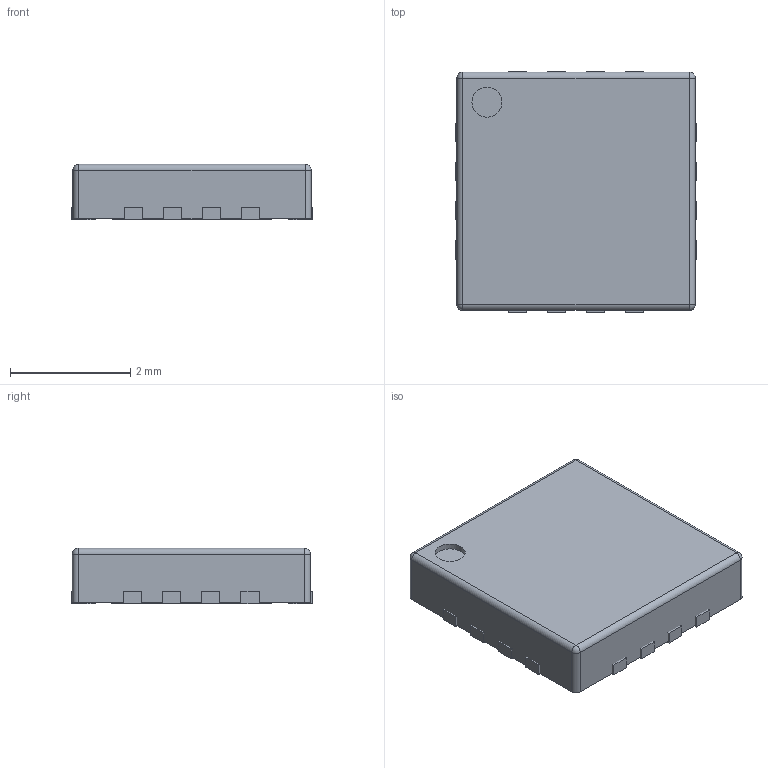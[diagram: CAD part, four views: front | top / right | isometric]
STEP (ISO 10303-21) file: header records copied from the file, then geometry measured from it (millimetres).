
FILE_DESCRIPTION(/* description */ (''),/* implementation_level */ '2;1');
FILE_NAME(/* name */ '5efcdb81c3330c14e6396660',/* time_stamp */ '2020-07-01T18:52:49+00:00',/* author */ (''),/* organization */ (''),/* preprocessor_version */ 'ST-DEVELOPER v16.7',/* originating_system */ $,/* authorisation */ $);
FILE_SCHEMA (('AUTOMOTIVE_DESIGN {1 0 10303 214 3 1 1}'));
Length unit declared in the file: metre
Products named in the file (18): Part 12; Part 11; Part 13; Part 14; Part 18; Part 17; Part 15; Part 16; Part 10; Part 9; Part 7; Part 8; Part 6; Part 5; Part 3; Part 4; Part 2; Part 1
Bounding box: 4 x 4 x 0.92 mm (x, y, z)
Surface area: 68.6 mm2
Topology: 18 solids, 18 shells, 123 faces, 250 edges, 160 vertices
Faces by surface type: plane 94, cylinder 25, sphere 4
Full cylindrical faces by diameter (mm): 0.5 x1
Entity records: 3620 total; most frequent: DIRECTION 577, CARTESIAN_POINT 546, ORIENTED_EDGE 490, EDGE_CURVE 245, LINE 195, VECTOR 195, AXIS2_PLACEMENT_3D 191, VERTEX_POINT 160
